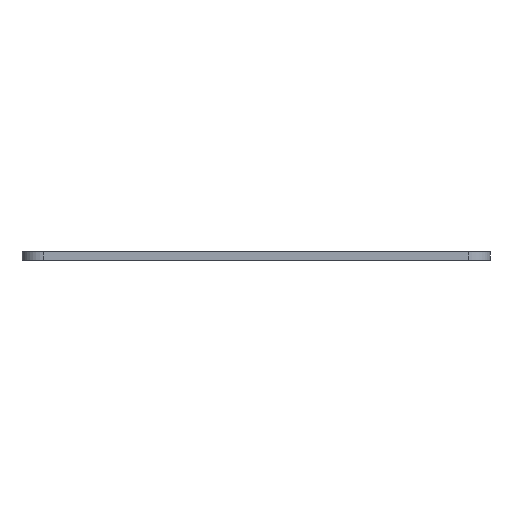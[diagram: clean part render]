
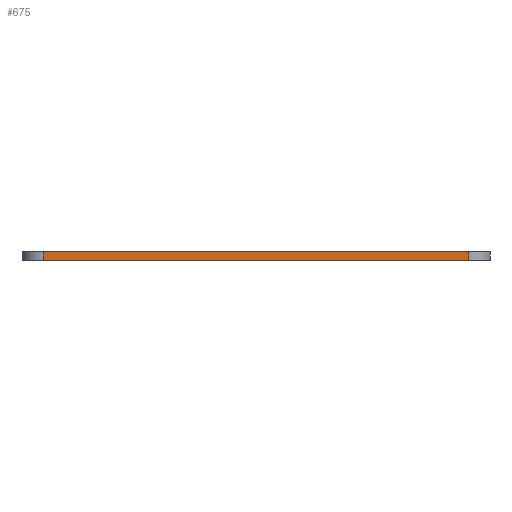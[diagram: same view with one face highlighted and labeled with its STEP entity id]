
A CAD part, front view. The second image highlights one B-rep face of the part: STEP entity #675.
In plain terms, the highlighted planar face has unit normal (0, -1, 0).
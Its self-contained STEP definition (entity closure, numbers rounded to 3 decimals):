
#33 = AXIS2_PLACEMENT_3D ( 'NONE', #641, #298, #174 ) ;
#34 = DIRECTION ( 'NONE',  ( 1., 0., 0. ) ) ;
#38 = LINE ( 'NONE', #223, #319 ) ;
#45 = CARTESIAN_POINT ( 'NONE',  ( -22., -26., 0. ) ) ;
#49 = PLANE ( 'NONE',  #33 ) ;
#58 = EDGE_CURVE ( 'NONE', #103, #476, #740, .T. ) ;
#80 = EDGE_CURVE ( 'NONE', #559, #103, #102, .T. ) ;
#102 = LINE ( 'NONE', #45, #309 ) ;
#103 = VERTEX_POINT ( 'NONE', #282 ) ;
#104 = EDGE_CURVE ( 'NONE', #259, #476, #38, .T. ) ;
#174 = DIRECTION ( 'NONE',  ( 0., 0., 1. ) ) ;
#207 = CARTESIAN_POINT ( 'NONE',  ( -1., -26., 0.4 ) ) ;
#223 = CARTESIAN_POINT ( 'NONE',  ( -22., -26., 0.4 ) ) ;
#225 = FACE_OUTER_BOUND ( 'NONE', #333, .T. ) ;
#259 = VERTEX_POINT ( 'NONE', #593 ) ;
#269 = DIRECTION ( 'NONE',  ( 1., 0., 0. ) ) ;
#282 = CARTESIAN_POINT ( 'NONE',  ( -1., -26., 0. ) ) ;
#298 = DIRECTION ( 'NONE',  ( 0., 1., 0. ) ) ;
#309 = VECTOR ( 'NONE', #269, 1000. ) ;
#319 = VECTOR ( 'NONE', #34, 1000. ) ;
#333 = EDGE_LOOP ( 'NONE', ( #390, #637, #608, #583 ) ) ;
#334 = CARTESIAN_POINT ( 'NONE',  ( -21., -26., 0. ) ) ;
#339 = DIRECTION ( 'NONE',  ( 0., 0., 1. ) ) ;
#368 = VECTOR ( 'NONE', #584, 1000. ) ;
#390 = ORIENTED_EDGE ( 'NONE', *, *, #80, .T. ) ;
#452 = VECTOR ( 'NONE', #339, 1000. ) ;
#476 = VERTEX_POINT ( 'NONE', #613 ) ;
#512 = LINE ( 'NONE', #592, #368 ) ;
#559 = VERTEX_POINT ( 'NONE', #334 ) ;
#583 = ORIENTED_EDGE ( 'NONE', *, *, #654, .T. ) ;
#584 = DIRECTION ( 'NONE',  ( 0., 0., -1. ) ) ;
#592 = CARTESIAN_POINT ( 'NONE',  ( -21., -26., 0.4 ) ) ;
#593 = CARTESIAN_POINT ( 'NONE',  ( -21., -26., 0.4 ) ) ;
#608 = ORIENTED_EDGE ( 'NONE', *, *, #104, .F. ) ;
#613 = CARTESIAN_POINT ( 'NONE',  ( -1., -26., 0.4 ) ) ;
#637 = ORIENTED_EDGE ( 'NONE', *, *, #58, .T. ) ;
#641 = CARTESIAN_POINT ( 'NONE',  ( -22., -26., 0.4 ) ) ;
#654 = EDGE_CURVE ( 'NONE', #259, #559, #512, .T. ) ;
#675 = ADVANCED_FACE ( 'NONE', ( #225 ), #49, .F. ) ;
#740 = LINE ( 'NONE', #207, #452 ) ;
